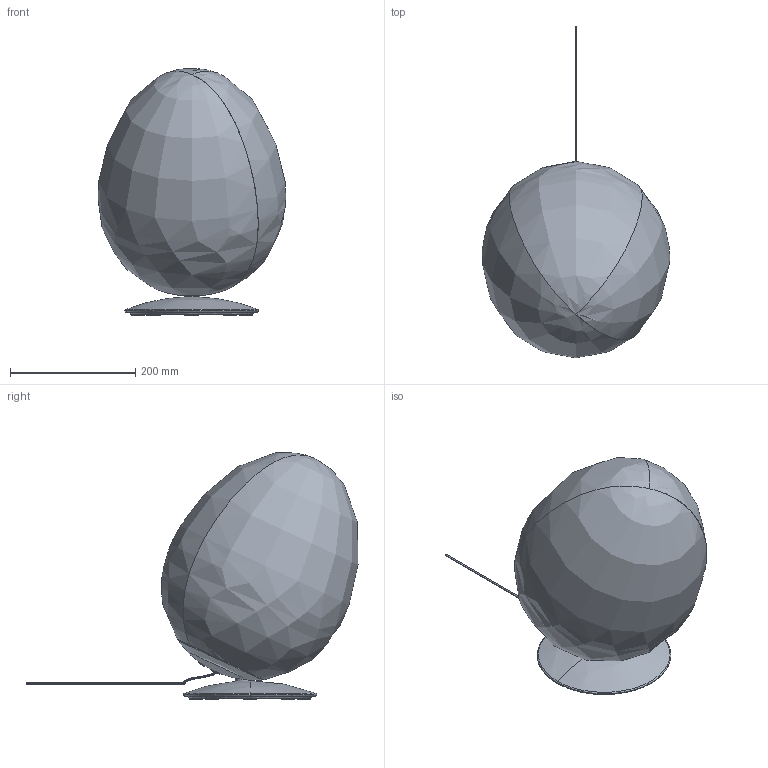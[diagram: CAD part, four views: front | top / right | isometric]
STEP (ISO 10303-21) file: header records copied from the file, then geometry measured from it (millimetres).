
FILE_DESCRIPTION(/* description */ (''),/* implementation_level */ '2;1');
FILE_NAME(/* name */ 'Stellar Nebula Tavolo',/* time_stamp */ '2024-05-21T17:16:55+02:00',/* author */ (''),/* organization */ (''),/* preprocessor_version */ 'ST-DEVELOPER v16.5',/* originating_system */ 'Rhino 7.37',/* authorisation */ '');
FILE_SCHEMA (('AUTOMOTIVE_DESIGN'));
Length unit declared in the file: millimetre
Products named in the file (6): Document; Blocco 33; Blocco 32; Blocco 29; Blocco 26; Blocco 25
Assembly tree (5 placements, depth 2):
  Document
    Blocco 33
    Blocco 32
    Blocco 29
    Blocco 26
    Blocco 25
Bounding box: 299.36 x 529.6 x 393.47 mm (x, y, z)
Volume: 4926.6 mm3; surface area: 787949.4 mm2
Topology: 2 solids, 136 shells, 199 faces, 851 edges, 778 vertices
Faces by surface type: bspline 94, plane 61, cylinder 44
Entity records: 22677 total; most frequent: CARTESIAN_POINT 15693, ORIENTED_EDGE 983, EDGE_CURVE 828, VERTEX_POINT 766, B_SPLINE_CURVE_WITH_KNOTS 419, COLOUR_RGB 306, FILL_AREA_STYLE_COLOUR 306, FILL_AREA_STYLE 306
